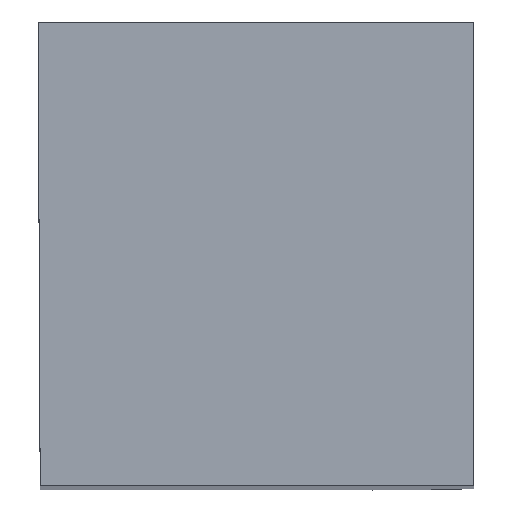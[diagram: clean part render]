
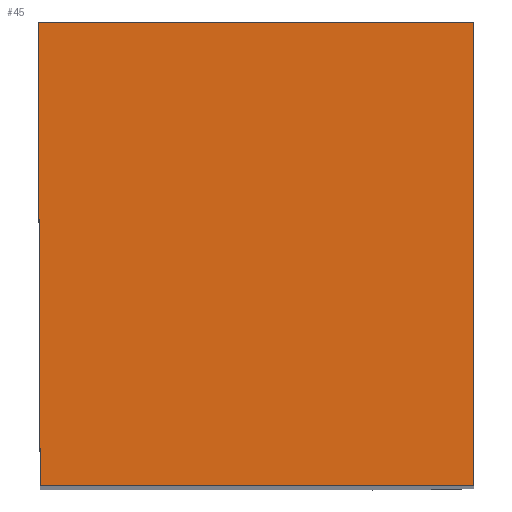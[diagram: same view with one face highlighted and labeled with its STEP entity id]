
A CAD part, top view. The second image highlights one B-rep face of the part: STEP entity #45.
In plain terms, the highlighted planar face has unit normal (0, 0, 1).
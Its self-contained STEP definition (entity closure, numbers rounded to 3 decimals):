
#45=ADVANCED_FACE('',(#74),#60,.T.);
#60=PLANE('',#362);
#74=FACE_OUTER_BOUND('',#88,.T.);
#88=EDGE_LOOP('',(#125,#126,#127,#128));
#125=ORIENTED_EDGE('',*,*,#228,.T.);
#126=ORIENTED_EDGE('',*,*,#229,.T.);
#127=ORIENTED_EDGE('',*,*,#222,.T.);
#128=ORIENTED_EDGE('',*,*,#227,.F.);
#192=VERTEX_POINT('',#491);
#193=VERTEX_POINT('',#493);
#196=VERTEX_POINT('',#501);
#197=VERTEX_POINT('',#505);
#222=EDGE_CURVE('',#193,#192,#262,.T.);
#227=EDGE_CURVE('',#196,#192,#266,.T.);
#228=EDGE_CURVE('',#196,#197,#267,.T.);
#229=EDGE_CURVE('',#197,#193,#268,.T.);
#262=LINE('',#492,#300);
#266=LINE('',#502,#304);
#267=LINE('',#504,#305);
#268=LINE('',#506,#306);
#300=VECTOR('',#402,1.);
#304=VECTOR('',#410,1.);
#305=VECTOR('',#413,1.);
#306=VECTOR('',#414,1.);
#362=AXIS2_PLACEMENT_3D('',#507,#415,#416);
#402=DIRECTION('',(0.004,-1.,0.));
#410=DIRECTION('',(-1.,0.,0.));
#413=DIRECTION('',(0.,1.,0.));
#414=DIRECTION('',(-1.,0.,0.));
#415=DIRECTION('',(0.,0.,1.));
#416=DIRECTION('',(-1.,0.,0.));
#491=CARTESIAN_POINT('',(0.218,0.,0.));
#492=CARTESIAN_POINT('',(0.109,24.844,0.));
#493=CARTESIAN_POINT('',(0.,49.85,0.));
#501=CARTESIAN_POINT('',(46.85,0.,0.));
#502=CARTESIAN_POINT('',(18.65,0.,0.));
#504=CARTESIAN_POINT('',(46.85,-5.,0.));
#505=CARTESIAN_POINT('',(46.85,49.85,0.));
#506=CARTESIAN_POINT('',(18.65,49.85,0.));
#507=CARTESIAN_POINT('',(18.65,24.925,0.));
